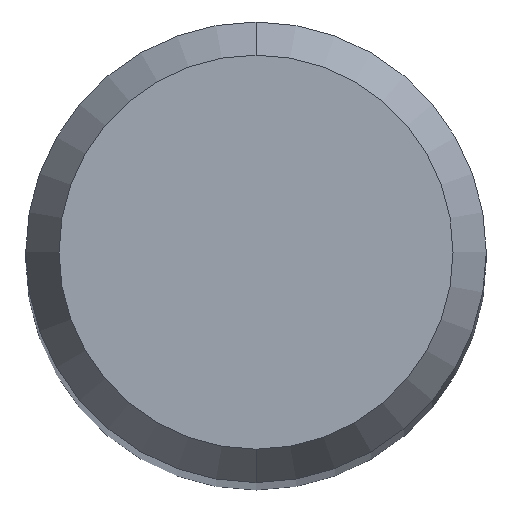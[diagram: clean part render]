
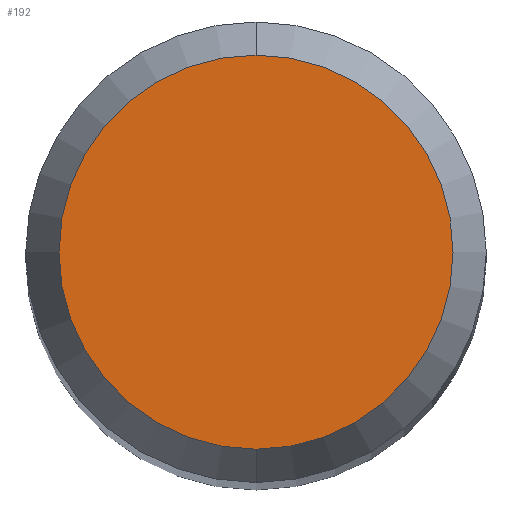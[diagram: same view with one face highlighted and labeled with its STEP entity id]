
A CAD part, top view. The second image highlights one B-rep face of the part: STEP entity #192.
In plain terms, the highlighted planar face has unit normal (0, 0, 1).
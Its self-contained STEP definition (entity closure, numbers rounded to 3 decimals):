
#106=VERTEX_POINT('',#248);
#144=EDGE_CURVE('',#106,#166,#293,.T.);
#166=VERTEX_POINT('',#317);
#172=EDGE_CURVE('',#166,#106,#325,.T.);
#192=ADVANCED_FACE('',(#346),#347,.T.);
#248=CARTESIAN_POINT('',(0.0,1.358,0.01));
#293=CIRCLE('',#456,1.358);
#317=CARTESIAN_POINT('',(0.,-1.358,0.01));
#325=CIRCLE('',#493,1.358);
#346=FACE_OUTER_BOUND('',#521,.T.);
#347=PLANE('',#522);
#456=AXIS2_PLACEMENT_3D('',#640,#641,#642);
#493=AXIS2_PLACEMENT_3D('',#680,#681,#682);
#521=EDGE_LOOP('',(#703,#704));
#522=AXIS2_PLACEMENT_3D('',#705,#706,#707);
#640=CARTESIAN_POINT('',(0.0,0.0,0.01));
#641=DIRECTION('',(0.0,0.0,-1.0));
#642=DIRECTION('',(0.0,1.0,0.0));
#680=CARTESIAN_POINT('',(0.0,0.0,0.01));
#681=DIRECTION('',(0.0,0.0,-1.0));
#682=DIRECTION('',(0.0,1.0,0.0));
#703=ORIENTED_EDGE('',*,*,#144,.F.);
#704=ORIENTED_EDGE('',*,*,#172,.F.);
#705=CARTESIAN_POINT('',(0.0,0.679,0.01));
#706=DIRECTION('',(-0.0,0.0,1.0));
#707=DIRECTION('',(0.0,-1.0,0.0));
